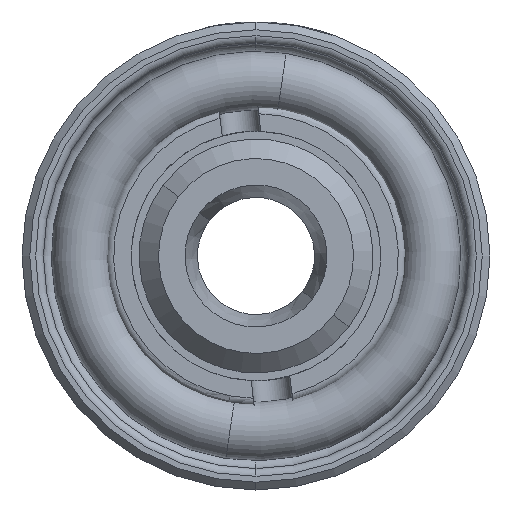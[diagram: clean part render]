
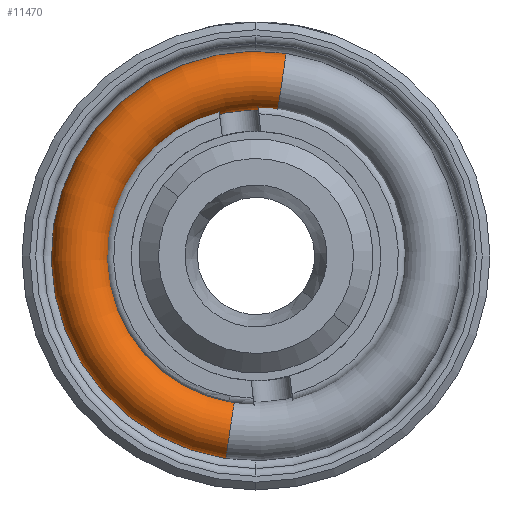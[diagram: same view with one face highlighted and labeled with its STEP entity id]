
A CAD part, front view. The second image highlights one B-rep face of the part: STEP entity #11470.
In plain terms, the highlighted toroidal (fillet/blend) face has major radius 4.5 mm and minor radius 0.75 mm.
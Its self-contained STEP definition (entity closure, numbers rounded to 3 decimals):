
#147 = AXIS2_PLACEMENT_3D ( 'NONE', #17567, #15607, #2776 ) ;
#271 = FACE_OUTER_BOUND ( 'NONE', #603, .T. ) ;
#603 = EDGE_LOOP ( 'NONE', ( #17362, #2548, #16222, #20573 ) ) ;
#1327 = CIRCLE ( 'NONE', #16071, 3.75 ) ;
#1366 = CIRCLE ( 'NONE', #16546, 0.75 ) ;
#2548 = ORIENTED_EDGE ( 'NONE', *, *, #15406, .T. ) ;
#2776 = DIRECTION ( 'NONE',  ( 0., 0., -1. ) ) ;
#2924 = VERTEX_POINT ( 'NONE', #25702 ) ;
#3848 = AXIS2_PLACEMENT_3D ( 'NONE', #19221, #4836, #13374 ) ;
#4836 = DIRECTION ( 'NONE',  ( -1., 0., 0. ) ) ;
#4889 = DIRECTION ( 'NONE',  ( 0., 0., -1. ) ) ;
#6259 = AXIS2_PLACEMENT_3D ( 'NONE', #25736, #13122, #6417 ) ;
#6417 = DIRECTION ( 'NONE',  ( 0., 0., -1. ) ) ;
#7740 = EDGE_CURVE ( 'NONE', #17622, #26312, #1327, .T. ) ;
#11278 = EDGE_CURVE ( 'NONE', #2924, #17622, #1366, .T. ) ;
#11284 = CIRCLE ( 'NONE', #147, 5.25 ) ;
#11470 = ADVANCED_FACE ( 'NONE', ( #271 ), #13826, .T. ) ;
#11883 = CARTESIAN_POINT ( 'NONE',  ( 0., 0., 0. ) ) ;
#13122 = DIRECTION ( 'NONE',  ( 0., -1., 0. ) ) ;
#13374 = DIRECTION ( 'NONE',  ( 0., 0., 1. ) ) ;
#13513 = CARTESIAN_POINT ( 'NONE',  ( 0., 0., 3.75 ) ) ;
#13544 = CARTESIAN_POINT ( 'NONE',  ( 0., 0., -5.25 ) ) ;
#13826 = TOROIDAL_SURFACE ( 'NONE', #6259, 4.5, 0.75 ) ;
#13839 = DIRECTION ( 'NONE',  ( 0., 0., -1. ) ) ;
#15228 = VERTEX_POINT ( 'NONE', #13544 ) ;
#15406 = EDGE_CURVE ( 'NONE', #2924, #15228, #11284, .T. ) ;
#15607 = DIRECTION ( 'NONE',  ( 0., -1., 0. ) ) ;
#16070 = CARTESIAN_POINT ( 'NONE',  ( 0., 0., 4.5 ) ) ;
#16071 = AXIS2_PLACEMENT_3D ( 'NONE', #11883, #26462, #13839 ) ;
#16222 = ORIENTED_EDGE ( 'NONE', *, *, #24136, .T. ) ;
#16546 = AXIS2_PLACEMENT_3D ( 'NONE', #16070, #21907, #4889 ) ;
#16782 = CIRCLE ( 'NONE', #3848, 0.75 ) ;
#17362 = ORIENTED_EDGE ( 'NONE', *, *, #11278, .F. ) ;
#17567 = CARTESIAN_POINT ( 'NONE',  ( 0., 0., 0. ) ) ;
#17622 = VERTEX_POINT ( 'NONE', #13513 ) ;
#19221 = CARTESIAN_POINT ( 'NONE',  ( 0., 0., -4.5 ) ) ;
#19896 = CARTESIAN_POINT ( 'NONE',  ( 0., 0., -3.75 ) ) ;
#20573 = ORIENTED_EDGE ( 'NONE', *, *, #7740, .F. ) ;
#21907 = DIRECTION ( 'NONE',  ( 1., 0., 0. ) ) ;
#24136 = EDGE_CURVE ( 'NONE', #15228, #26312, #16782, .T. ) ;
#25702 = CARTESIAN_POINT ( 'NONE',  ( 0., 0., 5.25 ) ) ;
#25736 = CARTESIAN_POINT ( 'NONE',  ( 0., 0., 0. ) ) ;
#26312 = VERTEX_POINT ( 'NONE', #19896 ) ;
#26462 = DIRECTION ( 'NONE',  ( 0., -1., 0. ) ) ;
